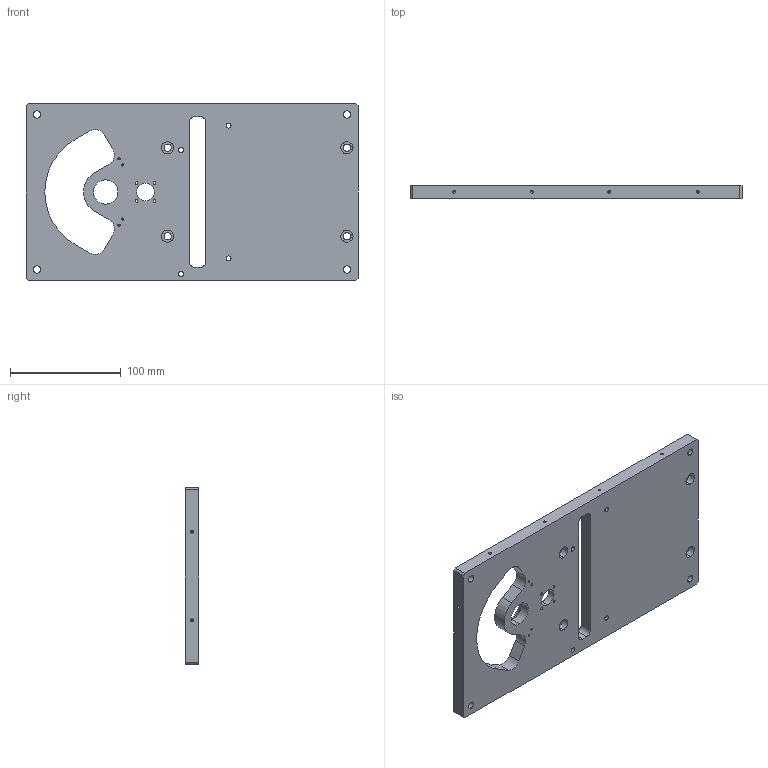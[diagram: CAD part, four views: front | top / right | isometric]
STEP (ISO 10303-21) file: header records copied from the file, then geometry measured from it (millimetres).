
FILE_DESCRIPTION (( 'STEP AP214' ), '1' );
FILE_NAME ('190211_ST_003.STEP', '2019-02-11T13:54:25', ( '' ), ( '' ), 'SwSTEP 2.0', 'SolidWorks 2016', '' );
FILE_SCHEMA (( 'AUTOMOTIVE_DESIGN' ));
Length unit declared in the file: millimetre
Products named in the file (1): 190211_ST_003
Bounding box: 300 x 12 x 160 mm (x, y, z)
Volume: 481174.9 mm3; surface area: 105900.3 mm2
Topology: 1 solids, 1 shells, 194 faces, 499 edges, 312 vertices
Faces by surface type: cylinder 119, plane 43, cone 32
Entity records: 6391 total; most frequent: DIRECTION 1111, CARTESIAN_POINT 1066, ORIENTED_EDGE 958, EDGE_CURVE 479, AXIS2_PLACEMENT_3D 445, VERTEX_POINT 312, EDGE_LOOP 271, CIRCLE 250
